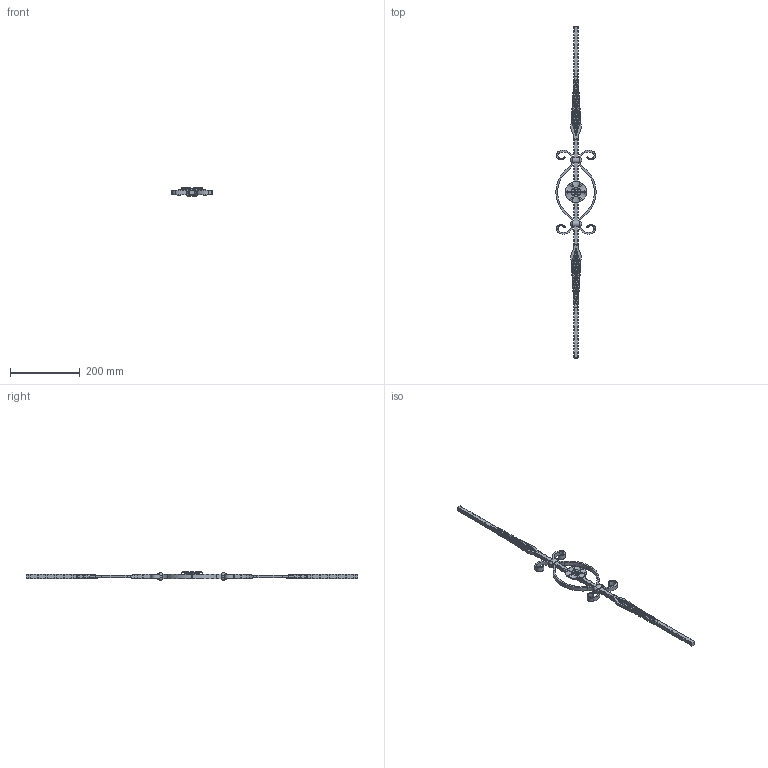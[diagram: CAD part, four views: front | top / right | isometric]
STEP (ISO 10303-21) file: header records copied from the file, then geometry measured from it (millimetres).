
FILE_DESCRIPTION (( 'STEP AP203' ), '1' );
FILE_NAME ('578-5.STEP', '2023-05-02T06:55:13', ( '' ), ( '' ), 'SwSTEP 2.0', 'SolidWorks 2018', '' );
FILE_SCHEMA (( 'CONFIG_CONTROL_DESIGN' ));
Length unit declared in the file: millimetre
Products named in the file (1): 578-5
Bounding box: 115 x 950 x 25 mm (x, y, z)
Volume: 190473.1 mm3; surface area: 92100.3 mm2
Topology: 7 solids, 7 shells, 1228 faces, 3305 edges, 1933 vertices
Faces by surface type: plane 507, bspline 289, cylinder 275, torus 126, sphere 19, cone 12
Full cylindrical faces by diameter (mm): 60 x1
Entity records: 46240 total; most frequent: CARTESIAN_POINT 20071, ORIENTED_EDGE 6260, DIRECTION 4395, EDGE_CURVE 3130, VERTEX_POINT 1933, LINE 1521, VECTOR 1521, AXIS2_PLACEMENT_3D 1437
